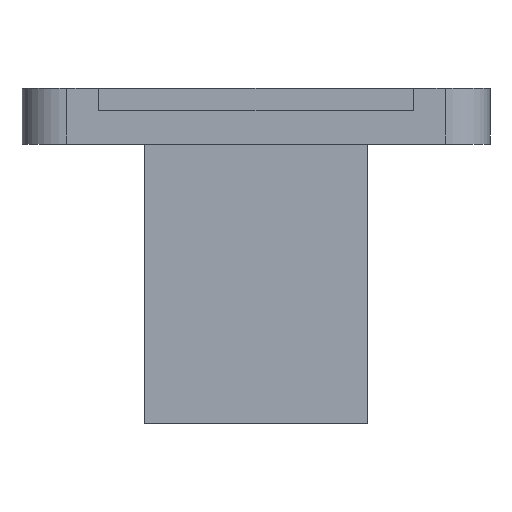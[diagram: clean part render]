
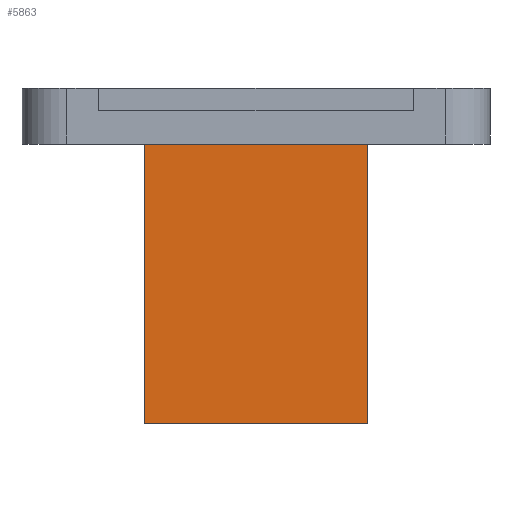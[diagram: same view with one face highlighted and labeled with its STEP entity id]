
A CAD part, front view. The second image highlights one B-rep face of the part: STEP entity #5863.
In plain terms, the highlighted planar face has unit normal (0, -1, 0).
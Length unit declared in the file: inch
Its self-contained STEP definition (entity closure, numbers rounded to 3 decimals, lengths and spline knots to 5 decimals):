
#122 = FACE_OUTER_BOUND ( 'NONE', #10295, .T. ) ;
#239 = VECTOR ( 'NONE', #3184, 39.37008 ) ;
#1421 = LINE ( 'NONE', #14916, #8181 ) ;
#1636 = LINE ( 'NONE', #12804, #13546 ) ;
#3109 = VERTEX_POINT ( 'NONE', #10453 ) ;
#3184 = DIRECTION ( 'NONE',  ( 1., 0., 0. ) ) ;
#3500 = CARTESIAN_POINT ( 'NONE',  ( -0.5, -0.25, -1.5 ) ) ;
#3807 = VECTOR ( 'NONE', #15514, 39.37008 ) ;
#4450 = LINE ( 'NONE', #9338, #3807 ) ;
#4475 = DIRECTION ( 'NONE',  ( -1., 0., 0. ) ) ;
#5863 = ADVANCED_FACE ( 'NONE', ( #122 ), #7428, .T. ) ;
#6221 = VERTEX_POINT ( 'NONE', #10976 ) ;
#6228 = CARTESIAN_POINT ( 'NONE',  ( -0.5, -0.25, -1.5 ) ) ;
#7428 = PLANE ( 'NONE',  #12793 ) ;
#7893 = EDGE_CURVE ( 'NONE', #13931, #6221, #4450, .T. ) ;
#8181 = VECTOR ( 'NONE', #4475, 39.37008 ) ;
#8368 = EDGE_CURVE ( 'NONE', #9553, #3109, #1636, .T. ) ;
#8814 = EDGE_CURVE ( 'NONE', #3109, #6221, #1421, .T. ) ;
#8894 = EDGE_CURVE ( 'NONE', #13931, #9553, #14256, .T. ) ;
#9235 = CARTESIAN_POINT ( 'NONE',  ( 0.5, -0.25, -1.5 ) ) ;
#9338 = CARTESIAN_POINT ( 'NONE',  ( -0.5, -0.25, -1.5 ) ) ;
#9357 = ORIENTED_EDGE ( 'NONE', *, *, #7893, .F. ) ;
#9553 = VERTEX_POINT ( 'NONE', #9235 ) ;
#10002 = DIRECTION ( 'NONE',  ( 0., 0., -1. ) ) ;
#10295 = EDGE_LOOP ( 'NONE', ( #11612, #11494, #9357, #14280 ) ) ;
#10453 = CARTESIAN_POINT ( 'NONE',  ( 0.5, -0.25, -0.25 ) ) ;
#10976 = CARTESIAN_POINT ( 'NONE',  ( -0.5, -0.25, -0.25 ) ) ;
#11284 = DIRECTION ( 'NONE',  ( 0., 0., 1. ) ) ;
#11460 = CARTESIAN_POINT ( 'NONE',  ( -0.5, -0.25, -1.5 ) ) ;
#11494 = ORIENTED_EDGE ( 'NONE', *, *, #8814, .T. ) ;
#11612 = ORIENTED_EDGE ( 'NONE', *, *, #8368, .T. ) ;
#12793 = AXIS2_PLACEMENT_3D ( 'NONE', #6228, #14889, #10002 ) ;
#12804 = CARTESIAN_POINT ( 'NONE',  ( 0.5, -0.25, -1.5 ) ) ;
#13546 = VECTOR ( 'NONE', #11284, 39.37008 ) ;
#13931 = VERTEX_POINT ( 'NONE', #3500 ) ;
#14256 = LINE ( 'NONE', #11460, #239 ) ;
#14280 = ORIENTED_EDGE ( 'NONE', *, *, #8894, .T. ) ;
#14889 = DIRECTION ( 'NONE',  ( 0., -1., 0. ) ) ;
#14916 = CARTESIAN_POINT ( 'NONE',  ( 0., -0.25, -0.25 ) ) ;
#15514 = DIRECTION ( 'NONE',  ( 0., 0., 1. ) ) ;
